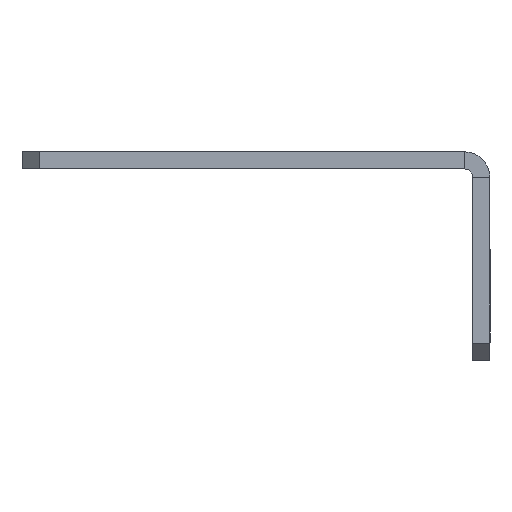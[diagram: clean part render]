
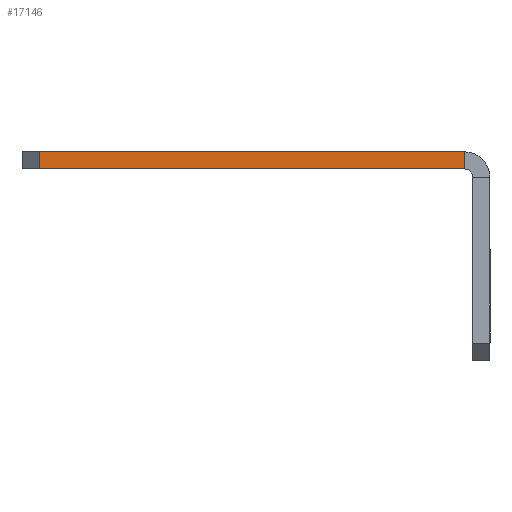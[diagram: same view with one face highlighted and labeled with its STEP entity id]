
A CAD part, front view. The second image highlights one B-rep face of the part: STEP entity #17146.
In plain terms, the highlighted planar face has unit normal (0, -1, 0).
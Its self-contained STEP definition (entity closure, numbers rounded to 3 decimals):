
#627 = CARTESIAN_POINT ( 'NONE',  ( -53., -947., 12.25 ) ) ;
#3552 = FACE_OUTER_BOUND ( 'NONE', #27465, .T. ) ;
#3759 = LINE ( 'NONE', #7551, #11977 ) ;
#4180 = CARTESIAN_POINT ( 'NONE',  ( 0., -947., 10.25 ) ) ;
#4234 = ORIENTED_EDGE ( 'NONE', *, *, #6574, .T. ) ;
#6219 = AXIS2_PLACEMENT_3D ( 'NONE', #12859, #8199, #10390 ) ;
#6273 = ORIENTED_EDGE ( 'NONE', *, *, #6726, .F. ) ;
#6574 = EDGE_CURVE ( 'NONE', #28438, #14344, #3759, .T. ) ;
#6726 = EDGE_CURVE ( 'NONE', #18640, #14344, #8259, .T. ) ;
#7551 = CARTESIAN_POINT ( 'NONE',  ( -53., -947., 12.25 ) ) ;
#7976 = DIRECTION ( 'NONE',  ( 0., 0., -1. ) ) ;
#8199 = DIRECTION ( 'NONE',  ( 0., -1., 0. ) ) ;
#8259 = LINE ( 'NONE', #4180, #23143 ) ;
#9932 = EDGE_CURVE ( 'NONE', #18640, #15716, #11622, .T. ) ;
#10390 = DIRECTION ( 'NONE',  ( 1., 0., 0. ) ) ;
#10913 = DIRECTION ( 'NONE',  ( -1., 0., 0. ) ) ;
#11622 = LINE ( 'NONE', #11758, #20807 ) ;
#11758 = CARTESIAN_POINT ( 'NONE',  ( -3., -947., 12.25 ) ) ;
#11769 = ORIENTED_EDGE ( 'NONE', *, *, #22974, .T. ) ;
#11977 = VECTOR ( 'NONE', #7976, 1000. ) ;
#12859 = CARTESIAN_POINT ( 'NONE',  ( -55., -947., 12.25 ) ) ;
#14344 = VERTEX_POINT ( 'NONE', #28662 ) ;
#15716 = VERTEX_POINT ( 'NONE', #24812 ) ;
#17146 = ADVANCED_FACE ( 'NONE', ( #3552 ), #23644, .T. ) ;
#17719 = DIRECTION ( 'NONE',  ( -1., 0., 0. ) ) ;
#18640 = VERTEX_POINT ( 'NONE', #27550 ) ;
#18734 = VECTOR ( 'NONE', #10913, 1000. ) ;
#19794 = CARTESIAN_POINT ( 'NONE',  ( -55., -947., 12.25 ) ) ;
#20807 = VECTOR ( 'NONE', #27326, 1000. ) ;
#22960 = ORIENTED_EDGE ( 'NONE', *, *, #9932, .T. ) ;
#22974 = EDGE_CURVE ( 'NONE', #15716, #28438, #25909, .T. ) ;
#23143 = VECTOR ( 'NONE', #17719, 1000. ) ;
#23644 = PLANE ( 'NONE',  #6219 ) ;
#24812 = CARTESIAN_POINT ( 'NONE',  ( -3., -947., 12.25 ) ) ;
#25909 = LINE ( 'NONE', #19794, #18734 ) ;
#27326 = DIRECTION ( 'NONE',  ( 0., 0., 1. ) ) ;
#27465 = EDGE_LOOP ( 'NONE', ( #11769, #4234, #6273, #22960 ) ) ;
#27550 = CARTESIAN_POINT ( 'NONE',  ( -3., -947., 10.25 ) ) ;
#28438 = VERTEX_POINT ( 'NONE', #627 ) ;
#28662 = CARTESIAN_POINT ( 'NONE',  ( -53., -947., 10.25 ) ) ;
